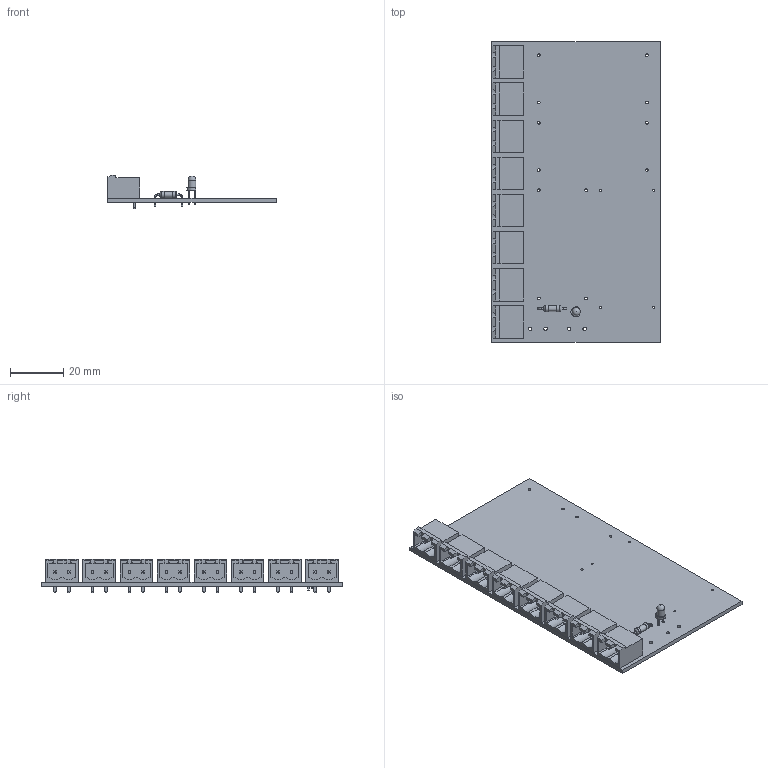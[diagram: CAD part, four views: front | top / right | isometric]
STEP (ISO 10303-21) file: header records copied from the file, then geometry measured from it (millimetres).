
FILE_DESCRIPTION(('KiCad electronic assembly'),'2;1');
FILE_NAME('carte alim V1.0.23.step','2023-05-09T23:18:06',('Pcbnew'),( 'Kicad'),'Open CASCADE STEP processor 7.6','KiCad to STEP converter' ,'Unknown');
FILE_SCHEMA(('AUTOMOTIVE_DESIGN { 1 0 10303 214 1 1 1 1 }'));
Length unit declared in the file: millimetre
Products named in the file (8): carte alim V1.0.23 1; PhoenixContact_MSTBA_2,5_2-G-5,08_1x02_P5.08mm_Horizontal; SOLID; LED_D3.0mm; R_Axial_DIN0207_L6.3mm_D2.5mm_P10.16mm_Horizontal; _autosave-carte alim V1.0.23 PCB
Assembly tree (14 placements, depth 3):
  carte alim V1.0.23 1
    PhoenixContact_MSTBA_2,5_2-G-5,08_1x02_P5.08mm_Horizontal  x8
      SOLID
    LED_D3.0mm
      SOLID
    R_Axial_DIN0207_L6.3mm_D2.5mm_P10.16mm_Horizontal
      SOLID
    _autosave-carte alim V1.0.23 PCB
Bounding box: 63.5 x 113.03 x 12.6 mm (x, y, z)
Volume: 16536.9 mm3; surface area: 23490.3 mm2
Topology: 11 solids, 11 shells, 583 faces, 1404 edges, 880 vertices
Faces by surface type: plane 513, cylinder 65, torus 4, sphere 1
Full cylindrical faces by diameter (mm): 0.6 x4, 0.762 x4, 0.8 x2, 0.9 x2, 1 x12, 1.3 x4, 1.4 x16, 2.25 x1, 2.5 x2, 3 x1
Entity records: 10032 total; most frequent: CARTESIAN_POINT 1988, DIRECTION 1378, LINE 833, VECTOR 833, ORIENTED_EDGE 696, PCURVE 696, DEFINITIONAL_REPRESENTATION 696, EDGE_CURVE 348
